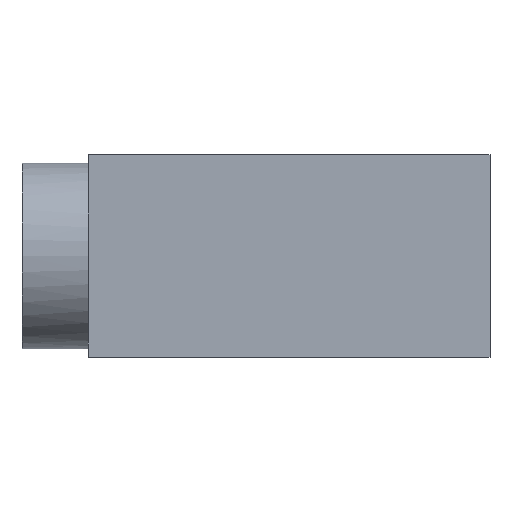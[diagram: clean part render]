
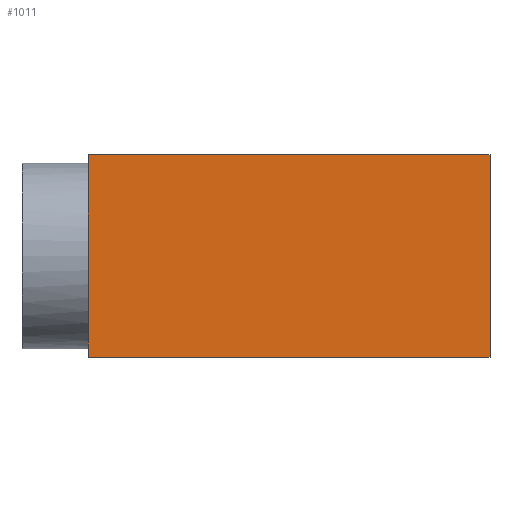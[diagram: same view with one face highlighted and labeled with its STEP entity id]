
A CAD part, top view. The second image highlights one B-rep face of the part: STEP entity #1011.
In plain terms, the highlighted planar face has unit normal (0, 0, 1).
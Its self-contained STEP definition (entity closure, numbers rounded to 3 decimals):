
#722 = EDGE_CURVE('',#723,#725,#727,.T.);
#723 = VERTEX_POINT('',#724);
#724 = CARTESIAN_POINT('',(0.,1.261,5.));
#725 = VERTEX_POINT('',#726);
#726 = CARTESIAN_POINT('',(0.,-1.261,5.));
#727 = LINE('',#728,#729);
#728 = CARTESIAN_POINT('',(0.,3.05,5.));
#729 = VECTOR('',#730,1.);
#730 = DIRECTION('',(0.,-1.,0.));
#818 = EDGE_CURVE('',#819,#723,#821,.T.);
#819 = VERTEX_POINT('',#820);
#820 = CARTESIAN_POINT('',(0.,3.05,5.));
#821 = LINE('',#822,#823);
#822 = CARTESIAN_POINT('',(0.,3.05,5.));
#823 = VECTOR('',#824,1.);
#824 = DIRECTION('',(0.,-1.,0.));
#858 = VERTEX_POINT('',#859);
#859 = CARTESIAN_POINT('',(0.,-3.05,5.));
#865 = EDGE_CURVE('',#725,#858,#866,.T.);
#866 = LINE('',#867,#868);
#867 = CARTESIAN_POINT('',(0.,3.05,5.));
#868 = VECTOR('',#869,1.);
#869 = DIRECTION('',(0.,-1.,0.));
#905 = EDGE_CURVE('',#819,#906,#908,.T.);
#906 = VERTEX_POINT('',#907);
#907 = CARTESIAN_POINT('',(12.1,3.05,5.));
#908 = LINE('',#909,#910);
#909 = CARTESIAN_POINT('',(0.,3.05,5.));
#910 = VECTOR('',#911,1.);
#911 = DIRECTION('',(1.,0.,0.));
#994 = VERTEX_POINT('',#995);
#995 = CARTESIAN_POINT('',(12.1,-3.05,5.));
#1001 = EDGE_CURVE('',#858,#994,#1002,.T.);
#1002 = LINE('',#1003,#1004);
#1003 = CARTESIAN_POINT('',(0.,-3.05,5.));
#1004 = VECTOR('',#1005,1.);
#1005 = DIRECTION('',(1.,0.,0.));
#1011 = ADVANCED_FACE('',(#1012),#1025,.T.);
#1012 = FACE_BOUND('',#1013,.T.);
#1013 = EDGE_LOOP('',(#1014,#1015,#1016,#1017,#1018,#1024));
#1014 = ORIENTED_EDGE('',*,*,#818,.T.);
#1015 = ORIENTED_EDGE('',*,*,#722,.T.);
#1016 = ORIENTED_EDGE('',*,*,#865,.T.);
#1017 = ORIENTED_EDGE('',*,*,#1001,.T.);
#1018 = ORIENTED_EDGE('',*,*,#1019,.F.);
#1019 = EDGE_CURVE('',#906,#994,#1020,.T.);
#1020 = LINE('',#1021,#1022);
#1021 = CARTESIAN_POINT('',(12.1,3.05,5.));
#1022 = VECTOR('',#1023,1.);
#1023 = DIRECTION('',(0.,-1.,0.));
#1024 = ORIENTED_EDGE('',*,*,#905,.F.);
#1025 = PLANE('',#1026);
#1026 = AXIS2_PLACEMENT_3D('',#1027,#1028,#1029);
#1027 = CARTESIAN_POINT('',(0.,3.05,5.));
#1028 = DIRECTION('',(0.,0.,1.));
#1029 = DIRECTION('',(0.,-1.,0.));
